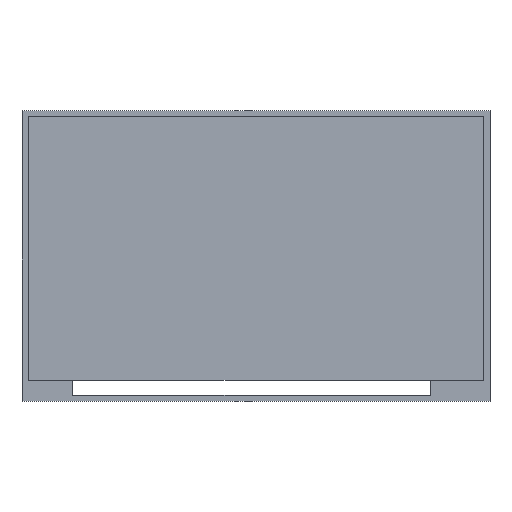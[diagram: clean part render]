
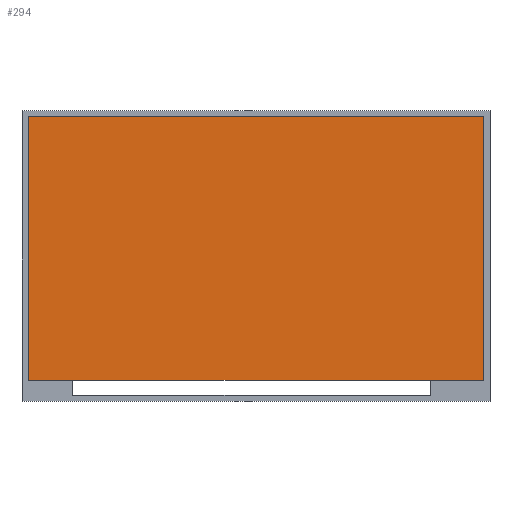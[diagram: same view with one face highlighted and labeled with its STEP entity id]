
A CAD part, top view. The second image highlights one B-rep face of the part: STEP entity #294.
In plain terms, the highlighted planar face has unit normal (0, 0, 1).
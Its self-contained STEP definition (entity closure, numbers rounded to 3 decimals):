
#18=FACE_OUTER_BOUND('',#34,.T.);
#34=EDGE_LOOP('',(#201,#202,#203,#204,#205,#206));
#52=LINE('',#419,#92);
#55=LINE('',#425,#95);
#56=LINE('',#427,#96);
#57=LINE('',#429,#97);
#58=LINE('',#431,#98);
#59=LINE('',#432,#99);
#92=VECTOR('',#344,10.);
#95=VECTOR('',#349,10.);
#96=VECTOR('',#350,10.);
#97=VECTOR('',#351,10.);
#98=VECTOR('',#352,10.);
#99=VECTOR('',#353,10.);
#132=VERTEX_POINT('',#416);
#133=VERTEX_POINT('',#418);
#135=VERTEX_POINT('',#424);
#136=VERTEX_POINT('',#426);
#137=VERTEX_POINT('',#428);
#138=VERTEX_POINT('',#430);
#158=EDGE_CURVE('',#133,#132,#52,.T.);
#161=EDGE_CURVE('',#133,#135,#55,.T.);
#162=EDGE_CURVE('',#136,#132,#56,.T.);
#163=EDGE_CURVE('',#137,#136,#57,.T.);
#164=EDGE_CURVE('',#138,#137,#58,.T.);
#165=EDGE_CURVE('',#135,#138,#59,.T.);
#201=ORIENTED_EDGE('',*,*,#161,.F.);
#202=ORIENTED_EDGE('',*,*,#158,.T.);
#203=ORIENTED_EDGE('',*,*,#162,.F.);
#204=ORIENTED_EDGE('',*,*,#163,.F.);
#205=ORIENTED_EDGE('',*,*,#164,.F.);
#206=ORIENTED_EDGE('',*,*,#165,.F.);
#278=PLANE('',#324);
#294=ADVANCED_FACE('',(#18),#278,.T.);
#324=AXIS2_PLACEMENT_3D('',#423,#347,#348);
#344=DIRECTION('',(1.,0.,0.));
#347=DIRECTION('center_axis',(0.,0.,1.));
#348=DIRECTION('ref_axis',(1.,0.,0.));
#349=DIRECTION('',(-1.,0.,0.));
#350=DIRECTION('',(-1.,0.,0.));
#351=DIRECTION('',(0.,-1.,0.));
#352=DIRECTION('',(1.,0.,0.));
#353=DIRECTION('',(0.,1.,0.));
#416=CARTESIAN_POINT('',(127.208,-153.,4.));
#418=CARTESIAN_POINT('',(-155.792,-153.,4.));
#419=CARTESIAN_POINT('',(169.208,-153.,4.));
#423=CARTESIAN_POINT('Origin',(-10.792,-49.,4.));
#424=CARTESIAN_POINT('',(-190.792,-153.,4.));
#425=CARTESIAN_POINT('',(-83.292,-153.,4.));
#426=CARTESIAN_POINT('',(169.208,-153.,4.));
#427=CARTESIAN_POINT('',(79.208,-153.,4.));
#428=CARTESIAN_POINT('',(169.208,55.,4.));
#429=CARTESIAN_POINT('',(169.208,3.,4.));
#430=CARTESIAN_POINT('',(-190.792,55.,4.));
#431=CARTESIAN_POINT('',(-100.792,55.,4.));
#432=CARTESIAN_POINT('',(-190.792,-101.,4.));
